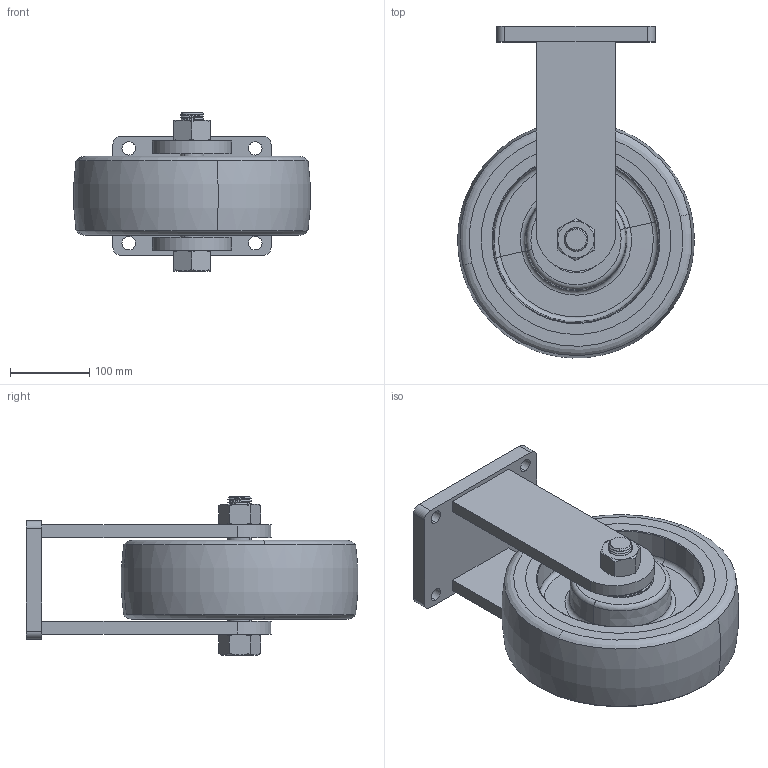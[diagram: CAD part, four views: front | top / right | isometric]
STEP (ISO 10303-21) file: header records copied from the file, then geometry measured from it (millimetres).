
FILE_DESCRIPTION (( 'STEP AP203' ), '1' );
FILE_NAME ('R1223.STEP', '2020-02-25T06:30:48', ( '' ), ( '' ), 'SwSTEP 2.0', 'SolidWorks 2013', '' );
FILE_SCHEMA (( 'CONFIG_CONTROL_DESIGN' ));
Length unit declared in the file: millimetre
Products named in the file (1): R1223
Bounding box: 299.1 x 419.57 x 200 mm (x, y, z)
Surface area: 676116.2 mm2 (no closed solid volume)
Topology: 0 solids, 36 shells, 174 faces, 635 edges, 499 vertices
Faces by surface type: plane 64, cylinder 47, cone 34, torus 27, bspline 2
Entity records: 10618 total; most frequent: CARTESIAN_POINT 5492, DIRECTION 978, ORIENTED_EDGE 930, EDGE_CURVE 635, VERTEX_POINT 499, AXIS2_PLACEMENT_3D 351, LINE 276, VECTOR 276
